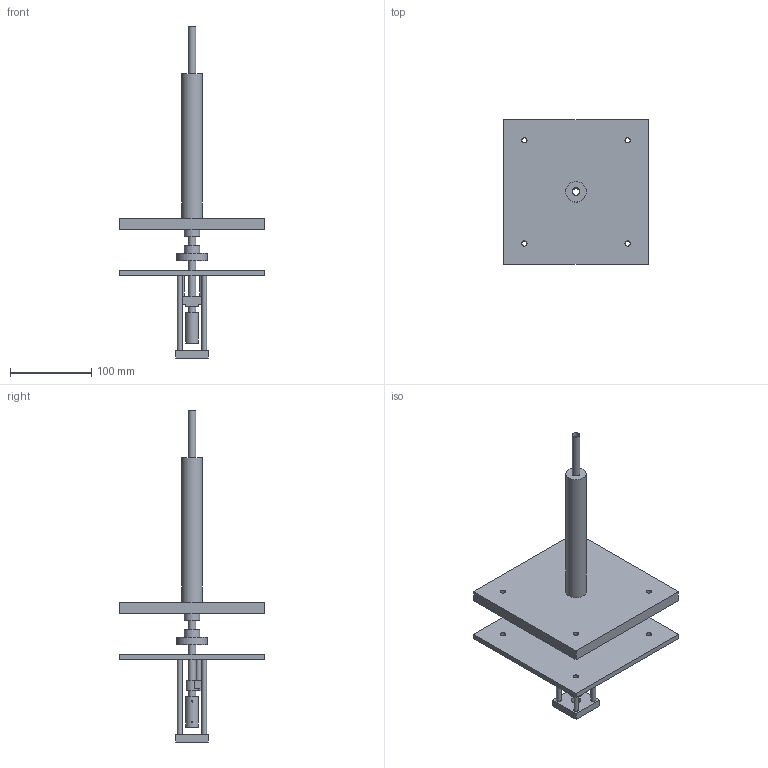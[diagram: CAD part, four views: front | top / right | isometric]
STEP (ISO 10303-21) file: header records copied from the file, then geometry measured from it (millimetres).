
FILE_DESCRIPTION(/* description */ ('STEP AP242','CAx-IF Rec.Pracs.---Representation and Presentation of Product Manufacturing Information (PMI)---4.0---2014-10-13','CAx-IF Rec.Pracs.---3D Tessellated Geometry---0.4---2014-09-14','2;1'),/* implementation_level */ '2;1');
FILE_NAME(/* name */ '62841683d363a874fa4a7838',/* time_stamp */ '2022-05-17T21:41:24+00:00',/* author */ (''),/* organization */ (''),/* preprocessor_version */ 'ST-DEVELOPER v18.102',/* originating_system */ ' ',/* authorisation */ ' ');
FILE_SCHEMA (('AP242_MANAGED_MODEL_BASED_3D_ENGINEERING_MIM_LF { 1 0 10303 442 1 1 4 }'));
Length unit declared in the file: metre
Products named in the file (16): Part 16; Part 15; Part 14; Part 13; Part 12; Part 11; Part 10; Part 9; Part 8; Part 7; Part 6; Part 5; Part 4; Part 3; Part 2; Part 1
Bounding box: 177.8 x 177.8 x 408.75 mm (x, y, z)
Volume: 752904.6 mm3; surface area: 209272.1 mm2
Topology: 16 solids, 16 shells, 105 faces, 212 edges, 141 vertices
Faces by surface type: plane 58, cylinder 47
Full cylindrical faces by diameter (mm): 1.778 x2, 2.261 x6, 2.4 x2, 3.454 x2, 6 x8, 6.35 x10, 8.712 x1, 9.525 x6, 9.55 x1, 12 x2, 14.73 x1, 15.875 x1, 16 x1, 19.05 x2, 25.4 x1, 38.1 x1
Entity records: 3091 total; most frequent: DIRECTION 492, CARTESIAN_POINT 465, ORIENTED_EDGE 328, EDGE_LOOP 220, FACE_BOUND 220, AXIS2_PLACEMENT_3D 211, EDGE_CURVE 164, VERTEX_POINT 140
